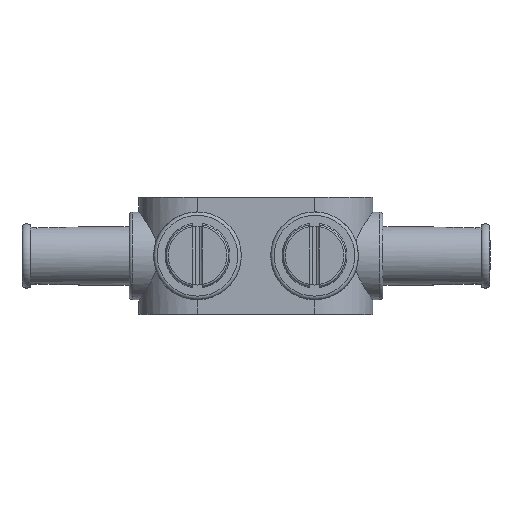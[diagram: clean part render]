
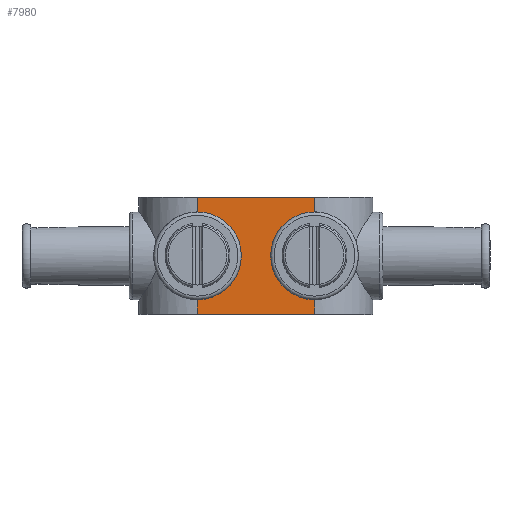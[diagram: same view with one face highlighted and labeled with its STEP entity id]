
A CAD part, top view. The second image highlights one B-rep face of the part: STEP entity #7980.
In plain terms, the highlighted planar face has unit normal (0, 0, 1).
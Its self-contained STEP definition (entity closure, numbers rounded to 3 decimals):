
#180=PLANE('',#8493);
#465=FACE_OUTER_BOUND('',#879,.T.);
#879=EDGE_LOOP('',(#5620,#5621,#5622,#5623,#5624,#5625,#5626,#5627));
#1252=CIRCLE('',#8457,3.75);
#1270=CIRCLE('',#8494,3.75);
#1453=LINE('',#11100,#2129);
#1454=LINE('',#11136,#2130);
#1619=LINE('',#12149,#2295);
#1622=LINE('',#12192,#2298);
#1677=LINE('',#12319,#2353);
#1678=LINE('',#12320,#2354);
#2129=VECTOR('',#9006,10.);
#2130=VECTOR('',#9009,10.);
#2295=VECTOR('',#9518,10.);
#2298=VECTOR('',#9527,10.);
#2353=VECTOR('',#9622,10.);
#2354=VECTOR('',#9623,10.);
#3015=VERTEX_POINT('',#11097);
#3016=VERTEX_POINT('',#11099);
#3019=VERTEX_POINT('',#11124);
#3020=VERTEX_POINT('',#11135);
#3208=VERTEX_POINT('',#12136);
#3210=VERTEX_POINT('',#12148);
#3214=VERTEX_POINT('',#12166);
#3217=VERTEX_POINT('',#12190);
#3799=EDGE_CURVE('',#3016,#3015,#1453,.T.);
#3803=EDGE_CURVE('',#3020,#3019,#1454,.T.);
#4078=EDGE_CURVE('',#3019,#3016,#1252,.T.);
#4089=EDGE_CURVE('',#3208,#3210,#1619,.T.);
#4097=EDGE_CURVE('',#3217,#3214,#1622,.T.);
#4160=EDGE_CURVE('',#3208,#3214,#1270,.T.);
#4161=EDGE_CURVE('',#3020,#3217,#1677,.T.);
#4162=EDGE_CURVE('',#3210,#3015,#1678,.T.);
#5620=ORIENTED_EDGE('',*,*,#4160,.T.);
#5621=ORIENTED_EDGE('',*,*,#4097,.F.);
#5622=ORIENTED_EDGE('',*,*,#4161,.F.);
#5623=ORIENTED_EDGE('',*,*,#3803,.T.);
#5624=ORIENTED_EDGE('',*,*,#4078,.T.);
#5625=ORIENTED_EDGE('',*,*,#3799,.T.);
#5626=ORIENTED_EDGE('',*,*,#4162,.F.);
#5627=ORIENTED_EDGE('',*,*,#4089,.F.);
#7980=ADVANCED_FACE('',(#465),#180,.T.);
#8457=AXIS2_PLACEMENT_3D('',#12116,#9487,#9488);
#8493=AXIS2_PLACEMENT_3D('',#12317,#9618,#9619);
#8494=AXIS2_PLACEMENT_3D('',#12318,#9620,#9621);
#9006=DIRECTION('',(0.,1.,0.));
#9009=DIRECTION('',(0.,1.,0.));
#9487=DIRECTION('center_axis',(0.,0.,
-1.));
#9488=DIRECTION('ref_axis',(0.,1.,0.));
#9518=DIRECTION('',(0.,1.,0.));
#9527=DIRECTION('',(0.,1.,0.));
#9618=DIRECTION('center_axis',(0.,0.,
1.));
#9619=DIRECTION('ref_axis',(1.,0.,0.));
#9620=DIRECTION('center_axis',(0.,0.,
-1.));
#9621=DIRECTION('ref_axis',(0.,-1.,0.));
#9622=DIRECTION('',(-1.,0.,0.));
#9623=DIRECTION('',(1.,0.,0.));
#11097=CARTESIAN_POINT('',(-0.292,5.456,16.55));
#11099=CARTESIAN_POINT('',(-0.292,4.206,16.55));
#11100=CARTESIAN_POINT('',(-0.292,0.456,16.55));
#11124=CARTESIAN_POINT('',(-0.292,-3.294,16.55));
#11135=CARTESIAN_POINT('',(-0.292,-4.544,16.55));
#11136=CARTESIAN_POINT('',(-0.292,0.456,16.55));
#12116=CARTESIAN_POINT('Origin',(-0.292,0.456,16.55));
#12136=CARTESIAN_POINT('',(-10.292,4.206,16.55));
#12148=CARTESIAN_POINT('',(-10.292,5.456,16.55));
#12149=CARTESIAN_POINT('',(-10.292,0.456,16.55));
#12166=CARTESIAN_POINT('',(-10.292,-3.294,16.55));
#12190=CARTESIAN_POINT('',(-10.292,-4.544,16.55));
#12192=CARTESIAN_POINT('',(-10.292,0.456,16.55));
#12317=CARTESIAN_POINT('Origin',(-10.292,0.456,16.55));
#12318=CARTESIAN_POINT('Origin',(-10.292,0.456,16.55));
#12319=CARTESIAN_POINT('',(-5.292,-4.544,16.55));
#12320=CARTESIAN_POINT('',(-10.292,5.456,16.55));
